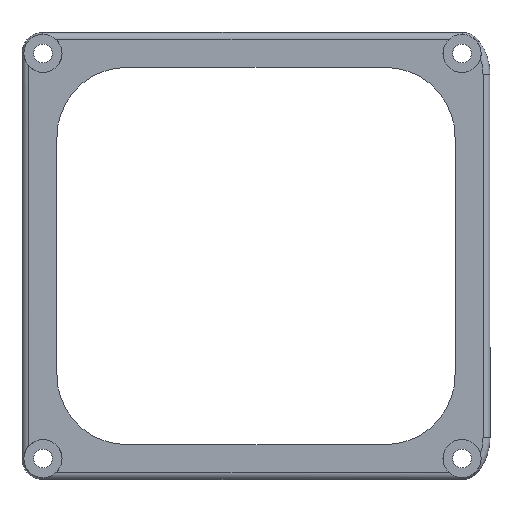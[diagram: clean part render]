
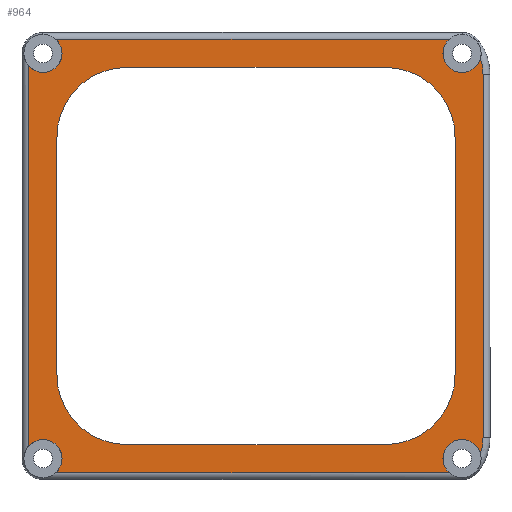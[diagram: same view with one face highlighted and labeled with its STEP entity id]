
A CAD part, front view. The second image highlights one B-rep face of the part: STEP entity #964.
In plain terms, the highlighted planar face has unit normal (0, -1, 0).
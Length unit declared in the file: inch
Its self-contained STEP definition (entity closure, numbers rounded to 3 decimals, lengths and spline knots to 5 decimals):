
#14=LINE($,#1555,#76);
#16=LINE($,#1570,#78);
#41=LINE($,#1667,#103);
#45=LINE($,#1679,#107);
#49=LINE($,#1691,#111);
#51=LINE($,#1699,#113);
#60=LINE($,#1730,#122);
#62=LINE($,#1733,#124);
#76=VECTOR($,#1183,2.81413);
#78=VECTOR($,#1203,2.81413);
#103=VECTOR($,#1296,1.7);
#107=VECTOR($,#1308,1.85);
#111=VECTOR($,#1320,1.7);
#113=VECTOR($,#1330,1.85);
#122=VECTOR($,#1363,2.71413);
#124=VECTOR($,#1367,2.6);
#159=PLANE($,#1091);
#184=FACE_BOUND($,#294,.T.);
#224=FACE_OUTER_BOUND($,#293,.T.);
#293=EDGE_LOOP($,(#827,#828,#829,#830,#831,#832,#833,#834,#835,#836));
#294=EDGE_LOOP($,(#837,#838,#839,#840,#841,#842,#843,#844));
#313=CIRCLE($,#983,0.13652);
#317=CIRCLE($,#989,0.13652);
#321=CIRCLE($,#995,0.13652);
#325=CIRCLE($,#1001,0.13652);
#341=CIRCLE($,#1023,0.35);
#365=CIRCLE($,#1060,0.5);
#367=CIRCLE($,#1064,0.5);
#369=CIRCLE($,#1068,0.5);
#371=CIRCLE($,#1072,0.5);
#378=CIRCLE($,#1082,0.35);
#389=VERTEX_POINT($,#1420);
#391=VERTEX_POINT($,#1430);
#395=VERTEX_POINT($,#1448);
#397=VERTEX_POINT($,#1458);
#401=VERTEX_POINT($,#1478);
#403=VERTEX_POINT($,#1488);
#407=VERTEX_POINT($,#1506);
#409=VERTEX_POINT($,#1518);
#421=VERTEX_POINT($,#1561);
#457=VERTEX_POINT($,#1657);
#458=VERTEX_POINT($,#1659);
#460=VERTEX_POINT($,#1665);
#462=VERTEX_POINT($,#1671);
#464=VERTEX_POINT($,#1677);
#466=VERTEX_POINT($,#1683);
#468=VERTEX_POINT($,#1689);
#470=VERTEX_POINT($,#1695);
#479=VERTEX_POINT($,#1724);
#482=EDGE_CURVE($,#391,#389,#313,.T.);
#488=EDGE_CURVE($,#397,#395,#317,.T.);
#494=EDGE_CURVE($,#403,#401,#321,.T.);
#500=EDGE_CURVE($,#409,#407,#325,.T.);
#515=EDGE_CURVE($,#403,#395,#14,.T.);
#519=EDGE_CURVE($,#421,#407,#341,.T.);
#523=EDGE_CURVE($,#409,#389,#16,.T.);
#566=EDGE_CURVE($,#457,#458,#365,.T.);
#570=EDGE_CURVE($,#457,#460,#41,.T.);
#573=EDGE_CURVE($,#462,#460,#367,.T.);
#576=EDGE_CURVE($,#462,#464,#45,.T.);
#579=EDGE_CURVE($,#466,#464,#369,.T.);
#582=EDGE_CURVE($,#466,#468,#49,.T.);
#585=EDGE_CURVE($,#470,#468,#371,.T.);
#586=EDGE_CURVE($,#470,#458,#51,.T.);
#601=EDGE_CURVE($,#397,#479,#378,.T.);
#604=EDGE_CURVE($,#391,#401,#60,.T.);
#606=EDGE_CURVE($,#479,#421,#62,.T.);
#827=ORIENTED_EDGE($,*,*,#482,.T.);
#828=ORIENTED_EDGE($,*,*,#523,.F.);
#829=ORIENTED_EDGE($,*,*,#500,.T.);
#830=ORIENTED_EDGE($,*,*,#519,.F.);
#831=ORIENTED_EDGE($,*,*,#606,.F.);
#832=ORIENTED_EDGE($,*,*,#601,.F.);
#833=ORIENTED_EDGE($,*,*,#488,.T.);
#834=ORIENTED_EDGE($,*,*,#515,.F.);
#835=ORIENTED_EDGE($,*,*,#494,.T.);
#836=ORIENTED_EDGE($,*,*,#604,.F.);
#837=ORIENTED_EDGE($,*,*,#582,.T.);
#838=ORIENTED_EDGE($,*,*,#585,.F.);
#839=ORIENTED_EDGE($,*,*,#586,.T.);
#840=ORIENTED_EDGE($,*,*,#566,.F.);
#841=ORIENTED_EDGE($,*,*,#570,.T.);
#842=ORIENTED_EDGE($,*,*,#573,.F.);
#843=ORIENTED_EDGE($,*,*,#576,.T.);
#844=ORIENTED_EDGE($,*,*,#579,.F.);
#964=ADVANCED_FACE($,(#224,#184),#159,.F.);
#983=AXIS2_PLACEMENT_3D($,#1431,#1110,#1111);
#989=AXIS2_PLACEMENT_3D($,#1459,#1122,#1123);
#995=AXIS2_PLACEMENT_3D($,#1489,#1134,#1135);
#1001=AXIS2_PLACEMENT_3D($,#1519,#1146,#1147);
#1023=AXIS2_PLACEMENT_3D($,#1563,#1192,#1193);
#1060=AXIS2_PLACEMENT_3D($,#1660,#1289,#1290);
#1064=AXIS2_PLACEMENT_3D($,#1673,#1302,#1303);
#1068=AXIS2_PLACEMENT_3D($,#1685,#1314,#1315);
#1072=AXIS2_PLACEMENT_3D($,#1697,#1326,#1327);
#1082=AXIS2_PLACEMENT_3D($,#1725,#1355,#1356);
#1091=AXIS2_PLACEMENT_3D($,#1746,#1384,#1385);
#1110=DIRECTION('center_axis',(0.,1.,0.));
#1111=DIRECTION('ref_axis',(-1.,0.,0.));
#1122=DIRECTION('center_axis',(0.,1.,0.));
#1123=DIRECTION('ref_axis',(-1.,0.,0.));
#1134=DIRECTION('center_axis',(0.,1.,0.));
#1135=DIRECTION('ref_axis',(-1.,0.,0.));
#1146=DIRECTION('center_axis',(0.,1.,0.));
#1147=DIRECTION('ref_axis',(-1.,0.,0.));
#1183=DIRECTION($,(1.,0.,0.));
#1192=DIRECTION('center_axis',(0.,1.,0.));
#1193=DIRECTION('ref_axis',(0.949,0.,-0.316));
#1203=DIRECTION($,(-1.,0.,0.));
#1289=DIRECTION('center_axis',(0.,-1.,0.));
#1290=DIRECTION('ref_axis',(0.707,0.,0.707));
#1296=DIRECTION($,(0.,0.,-1.));
#1302=DIRECTION('center_axis',(0.,-1.,0.));
#1303=DIRECTION('ref_axis',(0.707,0.,-0.707));
#1308=DIRECTION($,(-1.,0.,0.));
#1314=DIRECTION('center_axis',(0.,-1.,0.));
#1315=DIRECTION('ref_axis',(-0.707,0.,-0.707));
#1320=DIRECTION($,(0.,0.,1.));
#1326=DIRECTION('center_axis',(0.,-1.,0.));
#1327=DIRECTION('ref_axis',(-0.707,0.,0.707));
#1330=DIRECTION($,(1.,0.,0.));
#1355=DIRECTION('center_axis',(0.,1.,0.));
#1356=DIRECTION('ref_axis',(0.949,0.,0.316));
#1363=DIRECTION($,(0.,0.,1.));
#1367=DIRECTION($,(0.,0.,-1.));
#1384=DIRECTION('center_axis',(0.,1.,0.));
#1385=DIRECTION('ref_axis',(0.,0.,1.));
#1420=CARTESIAN_POINT('',(-3.10707,-1.1,-0.25));
#1430=CARTESIAN_POINT('',(-3.3,-1.1,-0.05707));
#1431=CARTESIAN_POINT('Origin',(-3.2,-1.1,-0.15));
#1448=CARTESIAN_POINT('',(-0.29293,-1.1,2.85));
#1458=CARTESIAN_POINT('',(-0.06866,-1.1,2.71276));
#1459=CARTESIAN_POINT('Origin',(-0.2,-1.1,2.75));
#1478=CARTESIAN_POINT('',(-3.3,-1.1,2.65707));
#1488=CARTESIAN_POINT('',(-3.10707,-1.1,2.85));
#1489=CARTESIAN_POINT('Origin',(-3.2,-1.1,2.75));
#1506=CARTESIAN_POINT('',(-0.06866,-1.1,-0.11276));
#1518=CARTESIAN_POINT('',(-0.29293,-1.1,-0.25));
#1519=CARTESIAN_POINT('Origin',(-0.2,-1.1,-0.15));
#1555=CARTESIAN_POINT($,(-0.8375,-1.1,2.85));
#1561=CARTESIAN_POINT('',(-0.05,-1.1,0.));
#1563=CARTESIAN_POINT('Origin',(-0.4,-1.1,0.));
#1570=CARTESIAN_POINT($,(-2.5125,-1.1,-0.25));
#1657=CARTESIAN_POINT('',(-0.25,-1.1,2.15));
#1659=CARTESIAN_POINT('',(-0.75,-1.1,2.65));
#1660=CARTESIAN_POINT('Origin',(-0.75,-1.1,2.15));
#1665=CARTESIAN_POINT('',(-0.25,-1.1,0.45));
#1667=CARTESIAN_POINT($,(-0.25,-1.1,0.625));
#1671=CARTESIAN_POINT('',(-0.75,-1.1,-0.05));
#1673=CARTESIAN_POINT('Origin',(-0.75,-1.1,0.45));
#1677=CARTESIAN_POINT('',(-2.6,-1.1,-0.05));
#1679=CARTESIAN_POINT($,(-2.3875,-1.1,-0.05));
#1683=CARTESIAN_POINT('',(-3.1,-1.1,0.45));
#1685=CARTESIAN_POINT('Origin',(-2.6,-1.1,0.45));
#1689=CARTESIAN_POINT('',(-3.1,-1.1,2.15));
#1691=CARTESIAN_POINT($,(-3.1,-1.1,1.975));
#1695=CARTESIAN_POINT('',(-2.6,-1.1,2.65));
#1697=CARTESIAN_POINT('Origin',(-2.6,-1.1,2.15));
#1699=CARTESIAN_POINT($,(-0.9625,-1.1,2.65));
#1724=CARTESIAN_POINT('',(-0.05,-1.1,2.6));
#1725=CARTESIAN_POINT('Origin',(-0.4,-1.1,2.6));
#1730=CARTESIAN_POINT($,(-3.3,-1.1,2.1));
#1733=CARTESIAN_POINT($,(-0.05,-1.1,0.5));
#1746=CARTESIAN_POINT('Origin',(-1.675,-1.1,1.3));
